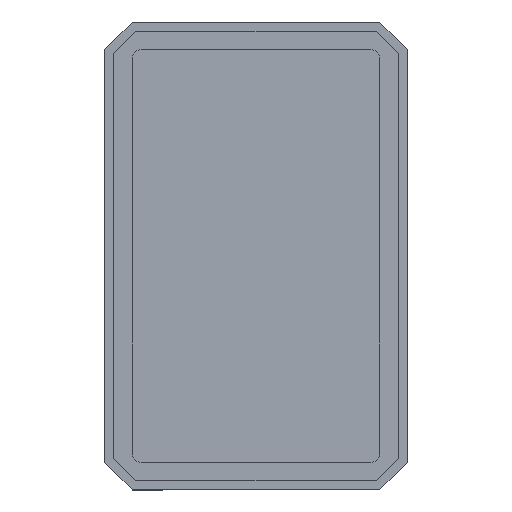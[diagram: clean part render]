
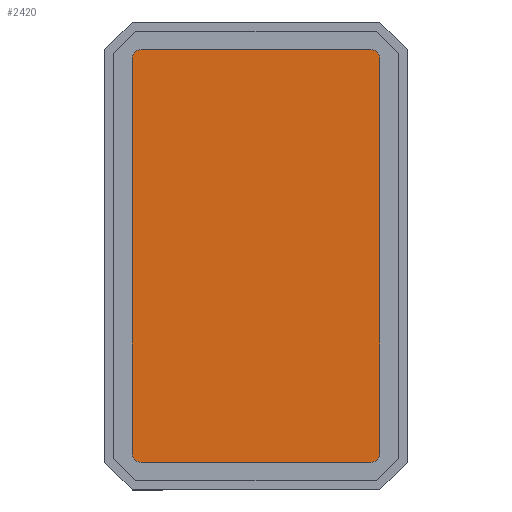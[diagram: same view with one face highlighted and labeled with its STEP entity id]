
A CAD part, top view. The second image highlights one B-rep face of the part: STEP entity #2420.
In plain terms, the highlighted planar face has unit normal (0, 0, 1).
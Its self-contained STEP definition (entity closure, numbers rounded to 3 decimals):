
#2154=CARTESIAN_POINT('',(1.35,-2.15,1.1));
#2155=VERTEX_POINT('',#2154);
#2156=CARTESIAN_POINT('',(1.25,-2.25,1.1));
#2157=VERTEX_POINT('',#2156);
#2158=CARTESIAN_POINT('',(1.25,-2.15,1.1));
#2159=DIRECTION('',(0.0,0.0,-1.0));
#2160=DIRECTION('',(0.707,-0.707,0.0));
#2161=AXIS2_PLACEMENT_3D('',#2158,#2159,#2160);
#2162=CIRCLE('',#2161,0.1);
#2163=EDGE_CURVE('',#2155,#2157,#2162,.T.);
#2196=CARTESIAN_POINT('',(-1.25,-2.25,1.1));
#2197=VERTEX_POINT('',#2196);
#2198=CARTESIAN_POINT('',(1.25,-2.25,1.1));
#2199=DIRECTION('',(-1.0,0.0,0.0));
#2200=VECTOR('',#2199,2.5);
#2201=LINE('',#2198,#2200);
#2202=EDGE_CURVE('',#2157,#2197,#2201,.T.);
#2227=CARTESIAN_POINT('',(-1.35,-2.15,1.1));
#2228=VERTEX_POINT('',#2227);
#2229=CARTESIAN_POINT('',(-1.25,-2.15,1.1));
#2230=DIRECTION('',(0.0,0.0,-1.0));
#2231=DIRECTION('',(-0.707,-0.707,0.0));
#2232=AXIS2_PLACEMENT_3D('',#2229,#2230,#2231);
#2233=CIRCLE('',#2232,0.1);
#2234=EDGE_CURVE('',#2197,#2228,#2233,.T.);
#2260=CARTESIAN_POINT('',(-1.35,2.15,1.1));
#2261=VERTEX_POINT('',#2260);
#2262=CARTESIAN_POINT('',(-1.35,-2.15,1.1));
#2263=DIRECTION('',(0.0,1.0,0.0));
#2264=VECTOR('',#2263,4.3);
#2265=LINE('',#2262,#2264);
#2266=EDGE_CURVE('',#2228,#2261,#2265,.T.);
#2291=CARTESIAN_POINT('',(-1.25,2.25,1.1));
#2292=VERTEX_POINT('',#2291);
#2293=CARTESIAN_POINT('',(-1.25,2.15,1.1));
#2294=DIRECTION('',(0.0,0.0,-1.0));
#2295=DIRECTION('',(-0.707,0.707,0.0));
#2296=AXIS2_PLACEMENT_3D('',#2293,#2294,#2295);
#2297=CIRCLE('',#2296,0.1);
#2298=EDGE_CURVE('',#2261,#2292,#2297,.T.);
#2324=CARTESIAN_POINT('',(1.25,2.25,1.1));
#2325=VERTEX_POINT('',#2324);
#2326=CARTESIAN_POINT('',(-1.25,2.25,1.1));
#2327=DIRECTION('',(1.0,0.0,0.0));
#2328=VECTOR('',#2327,2.5);
#2329=LINE('',#2326,#2328);
#2330=EDGE_CURVE('',#2292,#2325,#2329,.T.);
#2355=CARTESIAN_POINT('',(1.35,2.15,1.1));
#2356=VERTEX_POINT('',#2355);
#2357=CARTESIAN_POINT('',(1.25,2.15,1.1));
#2358=DIRECTION('',(0.0,0.0,-1.0));
#2359=DIRECTION('',(0.707,0.707,0.0));
#2360=AXIS2_PLACEMENT_3D('',#2357,#2358,#2359);
#2361=CIRCLE('',#2360,0.1);
#2362=EDGE_CURVE('',#2325,#2356,#2361,.T.);
#2388=CARTESIAN_POINT('',(1.35,2.15,1.1));
#2389=DIRECTION('',(0.0,-1.0,0.0));
#2390=VECTOR('',#2389,4.3);
#2391=LINE('',#2388,#2390);
#2392=EDGE_CURVE('',#2356,#2155,#2391,.T.);
#2405=CARTESIAN_POINT('',(0.,0.,1.1));
#2406=DIRECTION('',(0.0,0.0,1.0));
#2407=DIRECTION('',(1.0,0.0,0.0));
#2408=AXIS2_PLACEMENT_3D('',#2405,#2406,#2407);
#2409=PLANE('',#2408);
#2410=ORIENTED_EDGE('',*,*,#2163,.F.);
#2411=ORIENTED_EDGE('',*,*,#2392,.F.);
#2412=ORIENTED_EDGE('',*,*,#2362,.F.);
#2413=ORIENTED_EDGE('',*,*,#2330,.F.);
#2414=ORIENTED_EDGE('',*,*,#2298,.F.);
#2415=ORIENTED_EDGE('',*,*,#2266,.F.);
#2416=ORIENTED_EDGE('',*,*,#2234,.F.);
#2417=ORIENTED_EDGE('',*,*,#2202,.F.);
#2418=EDGE_LOOP('',(#2410,#2411,#2412,#2413,#2414,#2415,#2416,#2417));
#2419=FACE_OUTER_BOUND('',#2418,.T.);
#2420=ADVANCED_FACE('',(#2419),#2409,.T.);
